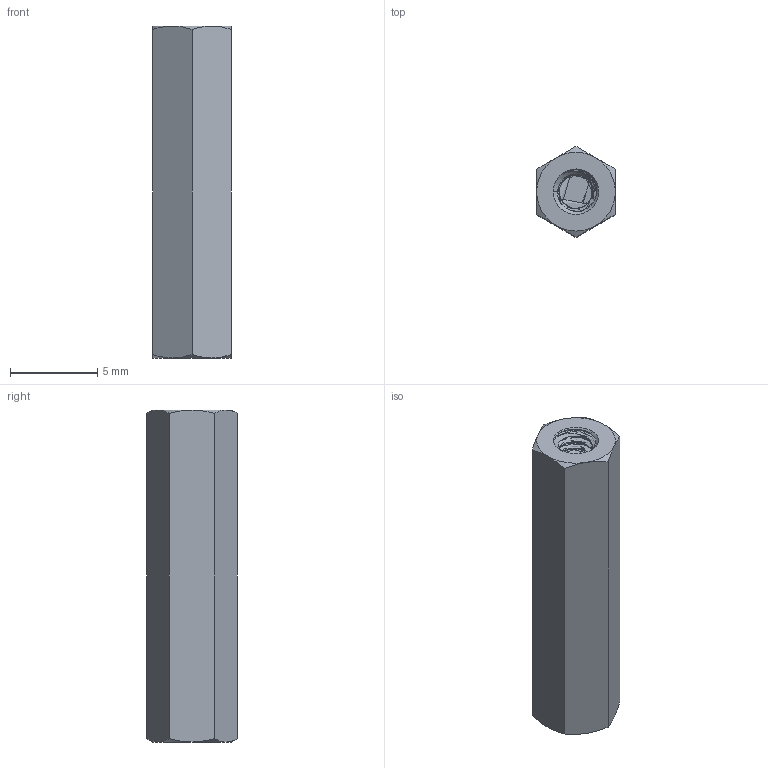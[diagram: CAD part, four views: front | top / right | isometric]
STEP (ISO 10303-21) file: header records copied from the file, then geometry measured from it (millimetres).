
FILE_DESCRIPTION(/* description */ (''),/* implementation_level */ '2;1');
FILE_NAME(/* name */ 'M2.5 hex standoff 19 ff_v1.step',/* time_stamp */ '2023-01-15T11:58:28-08:00',/* author */ (''),/* organization */ (''),/* preprocessor_version */ 'ST-DEVELOPER v19.2',/* originating_system */ 'Autodesk Translation Framework v11.17.0.187',/* authorisation */ '');
FILE_SCHEMA (('AUTOMOTIVE_DESIGN { 1 0 10303 214 3 1 1 }'));
Length unit declared in the file: millimetre
Products named in the file (2): M2.5 hex standoff 19 ff; 94868A173_Female Threaded Hex Standoff
Assembly tree (1 placements, depth 2):
  M2.5 hex standoff 19 ff
    94868A173_Female Threaded Hex Standoff
Bounding box: 4.5 x 5.2 x 19 mm (x, y, z)
Volume: 293.3 mm3; surface area: 528.4 mm2
Topology: 1 solids, 1 shells, 159 faces, 460 edges, 303 vertices
Faces by surface type: cylinder 128, cone 17, plane 10, bspline 4
Entity records: 16753 total; most frequent: CARTESIAN_POINT 13281, ORIENTED_EDGE 920, DIRECTION 495, EDGE_CURVE 460, VERTEX_POINT 303, AXIS2_PLACEMENT_3D 179, EDGE_LOOP 161, FACE_OUTER_BOUND 159
